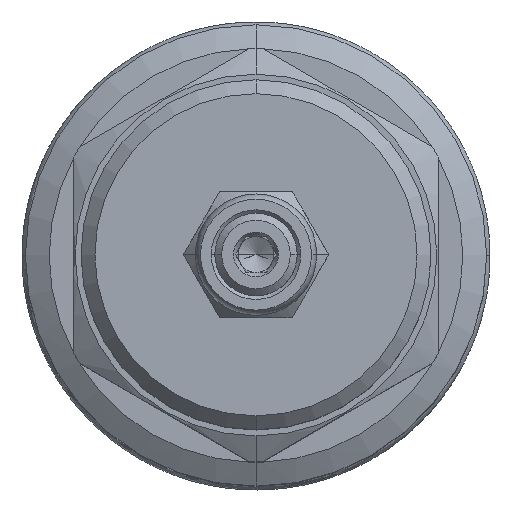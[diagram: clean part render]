
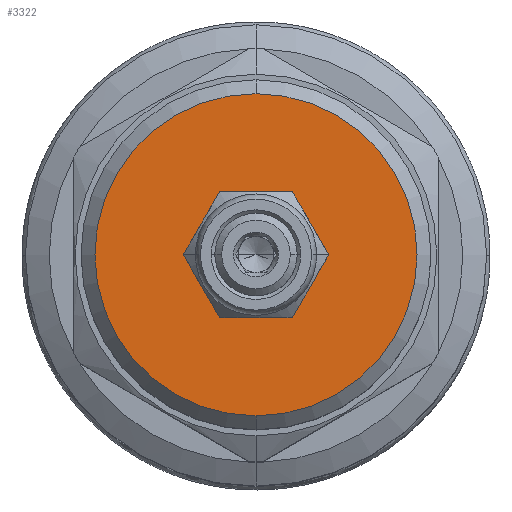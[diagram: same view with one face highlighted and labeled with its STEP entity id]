
A CAD part, top view. The second image highlights one B-rep face of the part: STEP entity #3322.
In plain terms, the highlighted planar face has unit normal (0, 0, 1).
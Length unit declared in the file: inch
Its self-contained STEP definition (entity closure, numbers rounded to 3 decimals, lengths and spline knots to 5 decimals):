
#466=CARTESIAN_POINT('',(0.,0.,6.605));
#467=DIRECTION('',(0.,0.,1.));
#468=DIRECTION('',(-1.,0.,0.));
#469=AXIS2_PLACEMENT_3D('',#466,#467,#468);
#471=CARTESIAN_POINT('',(0.,0.,6.605));
#472=DIRECTION('',(0.,0.,1.));
#473=DIRECTION('',(1.,0.,0.));
#474=AXIS2_PLACEMENT_3D('',#471,#472,#473);
#476=CARTESIAN_POINT('',(0.,0.,6.605));
#477=DIRECTION('',(0.,0.,1.));
#478=DIRECTION('',(0.,-1.,0.));
#479=AXIS2_PLACEMENT_3D('',#476,#477,#478);
#494=CARTESIAN_POINT('',(0.,0.,6.605));
#495=DIRECTION('',(0.,0.,1.));
#496=DIRECTION('',(0.,1.,0.));
#497=AXIS2_PLACEMENT_3D('',#494,#495,#496);
#2553=CARTESIAN_POINT('',(0.,0.719,6.605));
#2554=CARTESIAN_POINT('',(0.,-0.719,6.605));
#2555=VERTEX_POINT('',#2553);
#2556=VERTEX_POINT('',#2554);
#2779=CARTESIAN_POINT('',(-0.271,0.,6.605));
#2780=CARTESIAN_POINT('',(0.271,0.,6.605));
#2781=VERTEX_POINT('',#2779);
#2782=VERTEX_POINT('',#2780);
#3306=CARTESIAN_POINT('',(0.,0.,6.605));
#3307=DIRECTION('',(0.,0.,1.));
#3308=DIRECTION('',(0.,1.,0.));
#3309=AXIS2_PLACEMENT_3D('',#3306,#3307,#3308);
#3310=PLANE('',#3309);
#3312=ORIENTED_EDGE('',*,*,#3311,.F.);
#3314=ORIENTED_EDGE('',*,*,#3313,.F.);
#3315=EDGE_LOOP('',(#3312,#3314));
#3316=FACE_OUTER_BOUND('',#3315,.F.);
#3318=ORIENTED_EDGE('',*,*,#3317,.T.);
#3319=ORIENTED_EDGE('',*,*,#3296,.T.);
#3320=EDGE_LOOP('',(#3318,#3319));
#3321=FACE_BOUND('',#3320,.F.);
#3322=ADVANCED_FACE('',(#3316,#3321),#3310,.T.);
#470=CIRCLE('',#469,0.271);
#475=CIRCLE('',#474,0.271);
#480=CIRCLE('',#479,0.719);
#498=CIRCLE('',#497,0.719);
#3296=EDGE_CURVE('',#2782,#2781,#475,.T.);
#3311=EDGE_CURVE('',#2556,#2555,#480,.T.);
#3313=EDGE_CURVE('',#2555,#2556,#498,.T.);
#3317=EDGE_CURVE('',#2781,#2782,#470,.T.);
